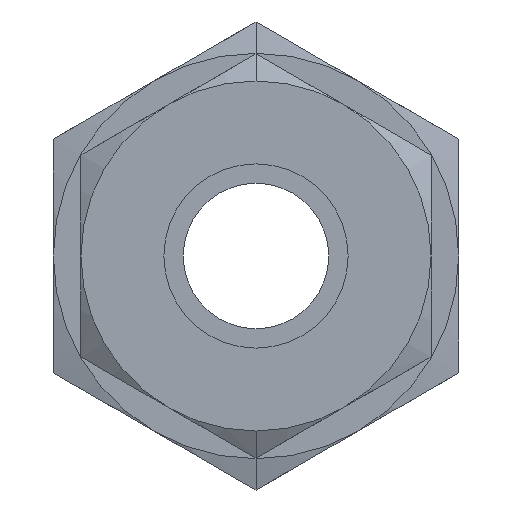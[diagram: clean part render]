
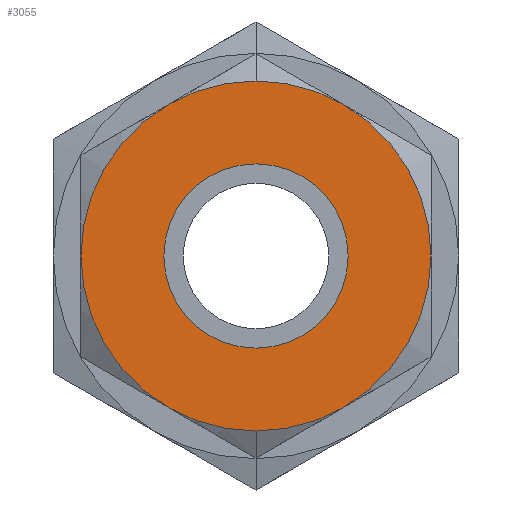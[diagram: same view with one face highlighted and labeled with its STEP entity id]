
A CAD part, left-side view. The second image highlights one B-rep face of the part: STEP entity #3055.
In plain terms, the highlighted planar face has unit normal (-1, 0, 0).
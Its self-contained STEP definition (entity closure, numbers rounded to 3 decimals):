
#73 = CIRCLE ( 'NONE', #9403, 9.5 ) ;
#96 = FACE_BOUND ( 'NONE', #3677, .T. ) ;
#143 = CARTESIAN_POINT ( 'NONE',  ( 0., 0., 4.75 ) ) ;
#914 = EDGE_CURVE ( 'NONE', #8885, #7363, #73, .T. ) ;
#1037 = CIRCLE ( 'NONE', #5612, 9.5 ) ;
#1236 = CARTESIAN_POINT ( 'NONE',  ( 0., 0., 0. ) ) ;
#1267 = CARTESIAN_POINT ( 'NONE',  ( 0., 0., 0. ) ) ;
#1307 = ORIENTED_EDGE ( 'NONE', *, *, #5528, .T. ) ;
#1937 = CIRCLE ( 'NONE', #6237, 5. ) ;
#1951 = CARTESIAN_POINT ( 'NONE',  ( 0., 0., 5. ) ) ;
#2063 = DIRECTION ( 'NONE',  ( 1., 0., 0. ) ) ;
#2327 = DIRECTION ( 'NONE',  ( 0., 0., 1. ) ) ;
#2491 = VERTEX_POINT ( 'NONE', #4528 ) ;
#2777 = DIRECTION ( 'NONE',  ( 0., 0., 1. ) ) ;
#2948 = DIRECTION ( 'NONE',  ( 0., 0., 1. ) ) ;
#2989 = FACE_OUTER_BOUND ( 'NONE', #7055, .T. ) ;
#3035 = DIRECTION ( 'NONE',  ( -1., 0., 0. ) ) ;
#3049 = DIRECTION ( 'NONE',  ( 1., 0., 0. ) ) ;
#3055 = ADVANCED_FACE ( 'NONE', ( #96, #2989 ), #3764, .T. ) ;
#3127 = CARTESIAN_POINT ( 'NONE',  ( 0., 0., -9.5 ) ) ;
#3677 = EDGE_LOOP ( 'NONE', ( #9169, #1307 ) ) ;
#3725 = CARTESIAN_POINT ( 'NONE',  ( 0., 0., 0. ) ) ;
#3764 = PLANE ( 'NONE',  #6219 ) ;
#4136 = DIRECTION ( 'NONE',  ( 1., 0., 0. ) ) ;
#4528 = CARTESIAN_POINT ( 'NONE',  ( 0., 0., -5. ) ) ;
#5174 = DIRECTION ( 'NONE',  ( 0., 0., -1. ) ) ;
#5324 = DIRECTION ( 'NONE',  ( 1., 0., 0. ) ) ;
#5389 = ORIENTED_EDGE ( 'NONE', *, *, #914, .F. ) ;
#5478 = EDGE_CURVE ( 'NONE', #7363, #8885, #1037, .T. ) ;
#5528 = EDGE_CURVE ( 'NONE', #9125, #2491, #1937, .T. ) ;
#5612 = AXIS2_PLACEMENT_3D ( 'NONE', #7339, #5324, #5174 ) ;
#6219 = AXIS2_PLACEMENT_3D ( 'NONE', #143, #3035, #2327 ) ;
#6237 = AXIS2_PLACEMENT_3D ( 'NONE', #3725, #3049, #2948 ) ;
#7055 = EDGE_LOOP ( 'NONE', ( #5389, #9415 ) ) ;
#7079 = DIRECTION ( 'NONE',  ( 0., 0., -1. ) ) ;
#7339 = CARTESIAN_POINT ( 'NONE',  ( 0., 0., 0. ) ) ;
#7363 = VERTEX_POINT ( 'NONE', #3127 ) ;
#7902 = AXIS2_PLACEMENT_3D ( 'NONE', #1236, #4136, #7079 ) ;
#8346 = CIRCLE ( 'NONE', #7902, 5. ) ;
#8454 = EDGE_CURVE ( 'NONE', #2491, #9125, #8346, .T. ) ;
#8885 = VERTEX_POINT ( 'NONE', #9390 ) ;
#9125 = VERTEX_POINT ( 'NONE', #1951 ) ;
#9169 = ORIENTED_EDGE ( 'NONE', *, *, #8454, .T. ) ;
#9390 = CARTESIAN_POINT ( 'NONE',  ( 0., 0., 9.5 ) ) ;
#9403 = AXIS2_PLACEMENT_3D ( 'NONE', #1267, #2063, #2777 ) ;
#9415 = ORIENTED_EDGE ( 'NONE', *, *, #5478, .F. ) ;
